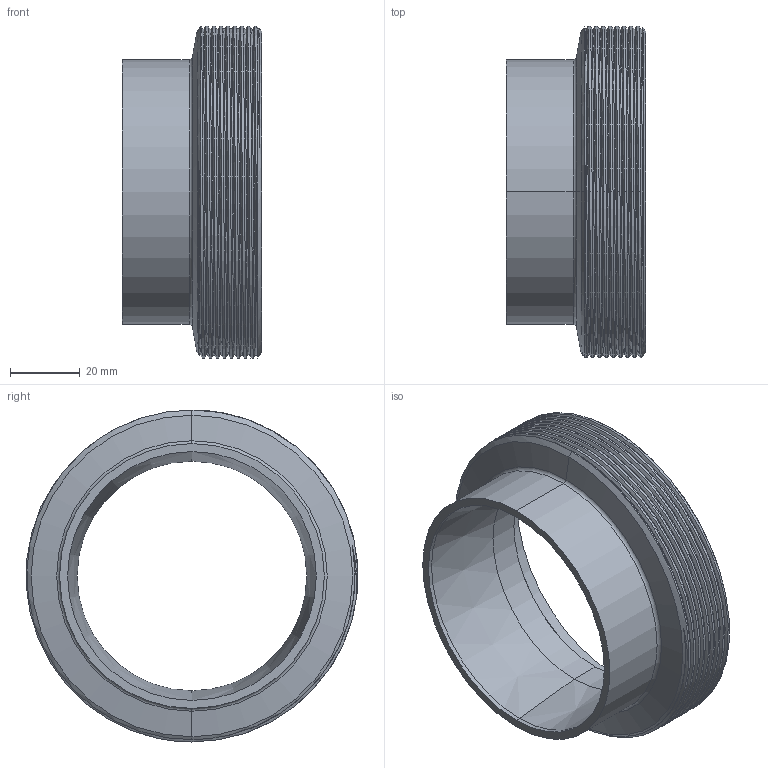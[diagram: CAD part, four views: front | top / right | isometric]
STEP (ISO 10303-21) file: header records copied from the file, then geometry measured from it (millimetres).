
FILE_DESCRIPTION (( 'STEP AP203' ), '1' );
FILE_NAME ('3D-M2101P_76.1x2_174094045.STEP', '2024-09-04T14:02:59', ( '' ), ( '' ), 'SwSTEP 2.0', 'SolidWorks 2024', '' );
FILE_SCHEMA (( 'CONFIG_CONTROL_DESIGN' ));
Length unit declared in the file: millimetre
Products named in the file (1): 3D-M2101P_76.1x2_174094045
Bounding box: 40 x 95.29 x 95.42 mm (x, y, z)
Volume: 70567.4 mm3; surface area: 29878.3 mm2
Topology: 1 solids, 1 shells, 47 faces, 115 edges, 72 vertices
Faces by surface type: cylinder 28, cone 10, plane 4, bspline 3, torus 2
Entity records: 3687 total; most frequent: CARTESIAN_POINT 2610, ORIENTED_EDGE 230, DIRECTION 193, EDGE_CURVE 115, AXIS2_PLACEMENT_3D 78, VERTEX_POINT 72, EDGE_LOOP 51, FACE_OUTER_BOUND 47
